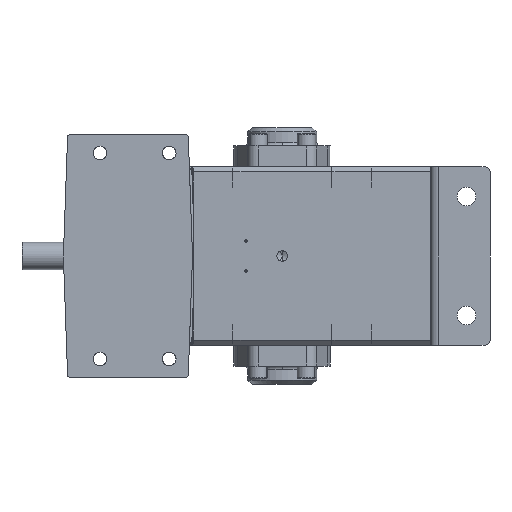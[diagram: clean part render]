
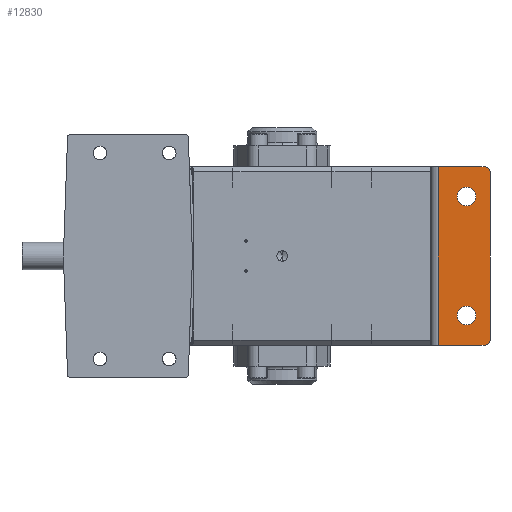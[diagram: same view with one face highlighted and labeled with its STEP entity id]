
A CAD part, front view. The second image highlights one B-rep face of the part: STEP entity #12830.
In plain terms, the highlighted planar face has unit normal (0, -1, 0).
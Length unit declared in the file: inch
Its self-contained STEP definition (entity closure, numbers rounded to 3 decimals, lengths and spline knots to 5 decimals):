
#32 = EDGE_CURVE ( 'Defeatured_0_1036+Defeatured_0_1035+Defeatured_0_879+Defeatured_0_882', #29772, #37848, #49842, .T. ) ;
#129 = VECTOR ( 'NONE', #118906, 39.37008 ) ;
#1065 = CIRCLE ( 'NONE', #123949, 0.475 ) ;
#6017 = DIRECTION ( 'NONE',  ( 0., -1., 0. ) ) ;
#6157 = ORIENTED_EDGE ( 'NONE', *, *, #93571, .T. ) ;
#8761 = DIRECTION ( 'NONE',  ( 0., -1., 0. ) ) ;
#9489 = CARTESIAN_POINT ( 'NONE',  ( 12.369, -7.75, 4.5 ) ) ;
#10766 = CARTESIAN_POINT ( 'NONE',  ( 14.739, -7.75, -4.5 ) ) ;
#10789 = AXIS2_PLACEMENT_3D ( 'NONE', #72856, #64820, #25674 ) ;
#10905 = EDGE_LOOP ( 'NONE', ( #6157, #25255, #124143, #23841, #11444, #36335 ) ) ;
#11444 = ORIENTED_EDGE ( 'NONE', *, *, #76066, .F. ) ;
#12830 = ADVANCED_FACE ( 'Defeatured_0_1036', ( #32377, #49211, #23240 ), #93163, .F. ) ;
#14778 = LINE ( 'NONE', #49050, #110345 ) ;
#15618 = AXIS2_PLACEMENT_3D ( 'NONE', #98052, #117553, #59551 ) ;
#16231 = AXIS2_PLACEMENT_3D ( 'NONE', #56365, #8761, #26956 ) ;
#23054 = DIRECTION ( 'NONE',  ( 0., -1., 0. ) ) ;
#23240 = FACE_OUTER_BOUND ( 'NONE', #10905, .T. ) ;
#23841 = ORIENTED_EDGE ( 'NONE', *, *, #94623, .T. ) ;
#24517 = ORIENTED_EDGE ( 'NONE', *, *, #124971, .F. ) ;
#24637 = CARTESIAN_POINT ( 'NONE',  ( 13.799, -7.75, -3. ) ) ;
#25255 = ORIENTED_EDGE ( 'NONE', *, *, #112786, .T. ) ;
#25674 = DIRECTION ( 'NONE',  ( 0., 0., 1. ) ) ;
#26410 = CIRCLE ( 'NONE', #16231, 0.475 ) ;
#26956 = DIRECTION ( 'NONE',  ( 0., 0., 1. ) ) ;
#28104 = EDGE_CURVE ( 'Defeatured_0_2024+Defeatured_0_1036+Defeatured_0_1036+Defeatured_0_1036', #70155, #48188, #26410, .T. ) ;
#29200 = VERTEX_POINT ( 'NONE', #57333 ) ;
#29772 = VERTEX_POINT ( 'NONE', #65423 ) ;
#32377 = FACE_BOUND ( 'NONE', #42972, .T. ) ;
#32798 = CARTESIAN_POINT ( 'NONE',  ( 14.989, -7.75, -4.25 ) ) ;
#35048 = CARTESIAN_POINT ( 'NONE',  ( 14.739, -7.75, 4.5 ) ) ;
#36335 = ORIENTED_EDGE ( 'NONE', *, *, #32, .T. ) ;
#36369 = EDGE_CURVE ( 'Defeatured_0_2023+Defeatured_0_1036+Defeatured_0_1036+Defeatured_0_1036', #51406, #29200, #104664, .T. ) ;
#37848 = VERTEX_POINT ( 'NONE', #45743 ) ;
#38762 = DIRECTION ( 'NONE',  ( 0., 0., -1. ) ) ;
#39542 = CARTESIAN_POINT ( 'NONE',  ( 13.799, -7.75, -2.525 ) ) ;
#42972 = EDGE_LOOP ( 'NONE', ( #110517, #110248 ) ) ;
#43754 = ORIENTED_EDGE ( 'NONE', *, *, #36369, .F. ) ;
#43968 = EDGE_CURVE ( 'Defeatured_0_1550+Defeatured_0_1036+Defeatured_0_1037+Defeatured_0_1281', #110545, #125905, #14778, .T. ) ;
#44220 = CARTESIAN_POINT ( 'NONE',  ( 13.799, -7.75, -3. ) ) ;
#45743 = CARTESIAN_POINT ( 'NONE',  ( 12.369, -7.75, -4.5 ) ) ;
#48188 = VERTEX_POINT ( 'NONE', #84143 ) ;
#49050 = CARTESIAN_POINT ( 'NONE',  ( 14.989, -7.75, 4.5 ) ) ;
#49211 = FACE_BOUND ( 'NONE', #64577, .T. ) ;
#49579 = VERTEX_POINT ( 'NONE', #10766 ) ;
#49842 = LINE ( 'NONE', #9489, #92210 ) ;
#50207 = CIRCLE ( 'NONE', #15618, 0.475 ) ;
#50643 = CARTESIAN_POINT ( 'NONE',  ( 13.799, -7.75, 3.475 ) ) ;
#51406 = VERTEX_POINT ( 'NONE', #39542 ) ;
#51837 = LINE ( 'NONE', #117267, #129 ) ;
#53512 = CARTESIAN_POINT ( 'NONE',  ( 11.989, -7.75, -4.5 ) ) ;
#53990 = DIRECTION ( 'NONE',  ( 0., 0., 1. ) ) ;
#54250 = LINE ( 'NONE', #53512, #63347 ) ;
#56365 = CARTESIAN_POINT ( 'NONE',  ( 13.799, -7.75, 3. ) ) ;
#57333 = CARTESIAN_POINT ( 'NONE',  ( 13.799, -7.75, -3.475 ) ) ;
#59551 = DIRECTION ( 'NONE',  ( 0., 0., 1. ) ) ;
#63347 = VECTOR ( 'NONE', #119945, 39.37008 ) ;
#64577 = EDGE_LOOP ( 'NONE', ( #43754, #24517 ) ) ;
#64820 = DIRECTION ( 'NONE',  ( 0., 1., 0. ) ) ;
#64852 = CARTESIAN_POINT ( 'NONE',  ( 14.739, -7.75, 4.25 ) ) ;
#65423 = CARTESIAN_POINT ( 'NONE',  ( 12.369, -7.75, 4.5 ) ) ;
#65917 = VERTEX_POINT ( 'NONE', #35048 ) ;
#70030 = EDGE_CURVE ( 'Defeatured_0_2024+Defeatured_0_1036+Defeatured_0_1036+Defeatured_0_1036', #48188, #70155, #50207, .T. ) ;
#70155 = VERTEX_POINT ( 'NONE', #50643 ) ;
#72856 = CARTESIAN_POINT ( 'NONE',  ( 11.989, -7.75, 4.5 ) ) ;
#73209 = CARTESIAN_POINT ( 'NONE',  ( 14.739, -7.75, -4.25 ) ) ;
#76066 = EDGE_CURVE ( 'Defeatured_0_879+Defeatured_0_1036+Defeatured_0_1035+Defeatured_0_1037', #29772, #65917, #51837, .T. ) ;
#84143 = CARTESIAN_POINT ( 'NONE',  ( 13.799, -7.75, 2.525 ) ) ;
#86880 = AXIS2_PLACEMENT_3D ( 'NONE', #64852, #123670, #94872 ) ;
#91358 = DIRECTION ( 'NONE',  ( 0., 0., 1. ) ) ;
#92210 = VECTOR ( 'NONE', #38762, 39.37008 ) ;
#93163 = PLANE ( 'NONE',  #10789 ) ;
#93571 = EDGE_CURVE ( 'Defeatured_0_1036+Defeatured_0_882+Defeatured_0_1035+Defeatured_0_1281', #37848, #49579, #54250, .T. ) ;
#94623 = EDGE_CURVE ( 'Defeatured_0_1036+Defeatured_0_1037+Defeatured_0_1550+Defeatured_0_879', #110545, #65917, #117905, .T. ) ;
#94872 = DIRECTION ( 'NONE',  ( 0., 0., 1. ) ) ;
#98052 = CARTESIAN_POINT ( 'NONE',  ( 13.799, -7.75, 3. ) ) ;
#103986 = DIRECTION ( 'NONE',  ( 0., 0., 1. ) ) ;
#104142 = CARTESIAN_POINT ( 'NONE',  ( 14.989, -7.75, 4.25 ) ) ;
#104393 = CIRCLE ( 'NONE', #113058, 0.25 ) ;
#104664 = CIRCLE ( 'NONE', #105606, 0.475 ) ;
#105606 = AXIS2_PLACEMENT_3D ( 'NONE', #24637, #6017, #103986 ) ;
#110248 = ORIENTED_EDGE ( 'NONE', *, *, #70030, .F. ) ;
#110345 = VECTOR ( 'NONE', #124431, 39.37008 ) ;
#110517 = ORIENTED_EDGE ( 'NONE', *, *, #28104, .F. ) ;
#110545 = VERTEX_POINT ( 'NONE', #104142 ) ;
#111965 = DIRECTION ( 'NONE',  ( 0., -1., 0. ) ) ;
#112786 = EDGE_CURVE ( 'Defeatured_0_1036+Defeatured_0_1281+Defeatured_0_882+Defeatured_0_1550', #49579, #125905, #104393, .T. ) ;
#113058 = AXIS2_PLACEMENT_3D ( 'NONE', #73209, #23054, #91358 ) ;
#117267 = CARTESIAN_POINT ( 'NONE',  ( 11.989, -7.75, 4.5 ) ) ;
#117553 = DIRECTION ( 'NONE',  ( 0., -1., 0. ) ) ;
#117905 = CIRCLE ( 'NONE', #86880, 0.25 ) ;
#118906 = DIRECTION ( 'NONE',  ( 1., 0., 0. ) ) ;
#119945 = DIRECTION ( 'NONE',  ( 1., 0., 0. ) ) ;
#123670 = DIRECTION ( 'NONE',  ( 0., -1., 0. ) ) ;
#123949 = AXIS2_PLACEMENT_3D ( 'NONE', #44220, #111965, #53990 ) ;
#124143 = ORIENTED_EDGE ( 'NONE', *, *, #43968, .F. ) ;
#124431 = DIRECTION ( 'NONE',  ( 0., 0., -1. ) ) ;
#124971 = EDGE_CURVE ( 'Defeatured_0_2023+Defeatured_0_1036+Defeatured_0_1036+Defeatured_0_1036', #29200, #51406, #1065, .T. ) ;
#125905 = VERTEX_POINT ( 'NONE', #32798 ) ;
